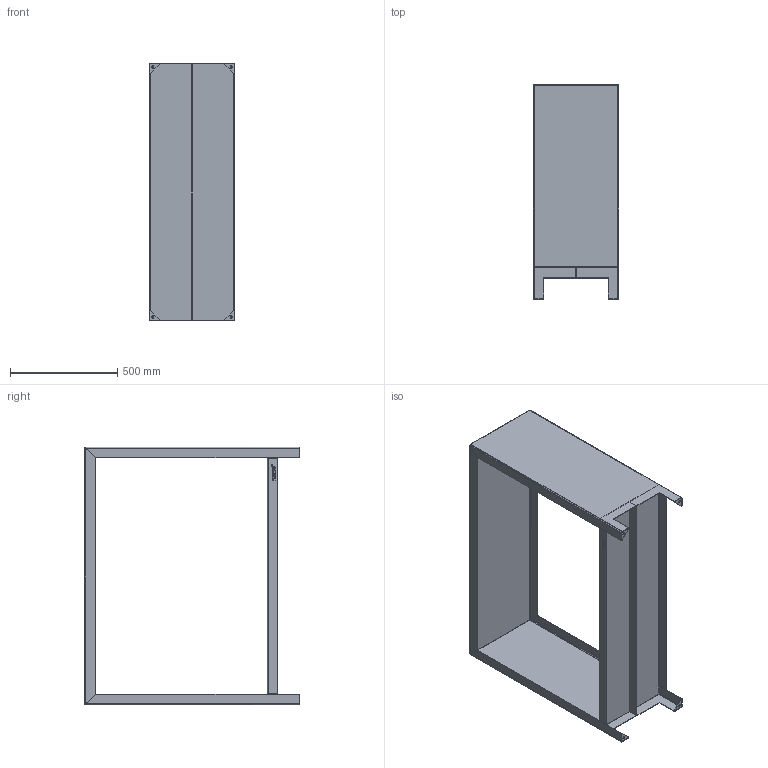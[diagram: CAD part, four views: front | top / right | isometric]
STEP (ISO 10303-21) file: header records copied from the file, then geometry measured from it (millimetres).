
FILE_DESCRIPTION (( 'STEP AP203' ), '1' );
FILE_NAME ('BHS4.1-BHG4.1.STEP', '2021-02-08T11:32:00', ( '' ), ( '' ), 'SwSTEP 2.0', 'SolidWorks 2020', '' );
FILE_SCHEMA (( 'CONFIG_CONTROL_DESIGN' ));
Length unit declared in the file: millimetre
Products named in the file (7): side left BHS4.1-BHG4.1; side right BHS4.1-BHG4.1; bottomplate BHS4.1-BHG4.1; strip bottomplate BHS4.1-BHG4.1; topplate BHS4.1-BHG4.1; BHS4.1-BHG4.1; reinforcement leg BHS4.1-BHG4.1
Assembly tree (9 placements, depth 2):
  BHS4.1-BHG4.1
    side left BHS4.1-BHG4.1
    side right BHS4.1-BHG4.1
    bottomplate BHS4.1-BHG4.1
    strip bottomplate BHS4.1-BHG4.1
    topplate BHS4.1-BHG4.1
    reinforcement leg BHS4.1-BHG4.1  x4
Bounding box: 400 x 1000 x 1200 mm (x, y, z)
Volume: 6387792.1 mm3; surface area: 4308225.6 mm2
Topology: 9 solids, 9 shells, 269 faces, 689 edges, 438 vertices
Faces by surface type: plane 166, bspline 61, cylinder 42
Entity records: 9958 total; most frequent: CARTESIAN_POINT 3877, ORIENTED_EDGE 1198, DIRECTION 875, EDGE_CURVE 599, VECTOR 403, LINE 403, VERTEX_POINT 378, EDGE_LOOP 255
